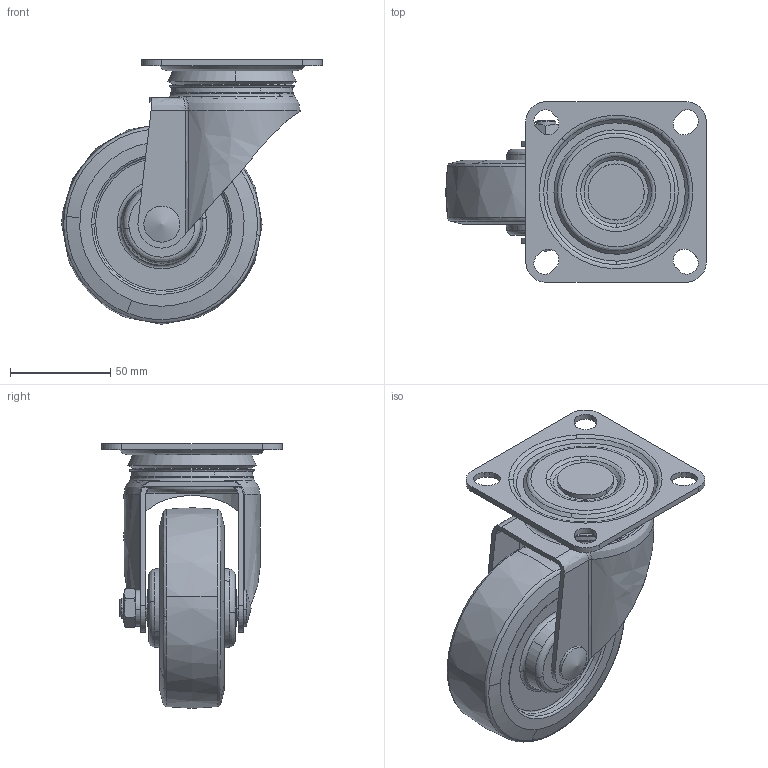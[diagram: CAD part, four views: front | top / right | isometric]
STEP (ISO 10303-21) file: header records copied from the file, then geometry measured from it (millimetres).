
FILE_DESCRIPTION((''),'2;1');
FILE_NAME('','2005-12-16T11:02:08',(''),(''),'','CADfix','');
FILE_SCHEMA(('AUTOMOTIVE_DESIGN'));
Length unit declared in the file: millimetre
Products named in the file (6): wheel; mounting plate; main shaft; body; axle; 320S_UB100_9683_36
Assembly tree (5 placements, depth 2):
  320S_UB100_9683_36
    wheel
    mounting plate
    main shaft
    body
    axle
Bounding box: 130 x 90 x 132 mm (x, y, z)
Volume: 330009.7 mm3; surface area: 80606.2 mm2
Topology: 5 solids, 5 shells, 235 faces, 733 edges, 525 vertices
Faces by surface type: bspline 235
Entity records: 11585 total; most frequent: CARTESIAN_POINT 7617, ORIENTED_EDGE 1458, EDGE_CURVE 729, VERTEX_POINT 525, EDGE_LOOP 274, FACE_OUTER_BOUND 235, ADVANCED_FACE 235, QUASI_UNIFORM_CURVE 161
